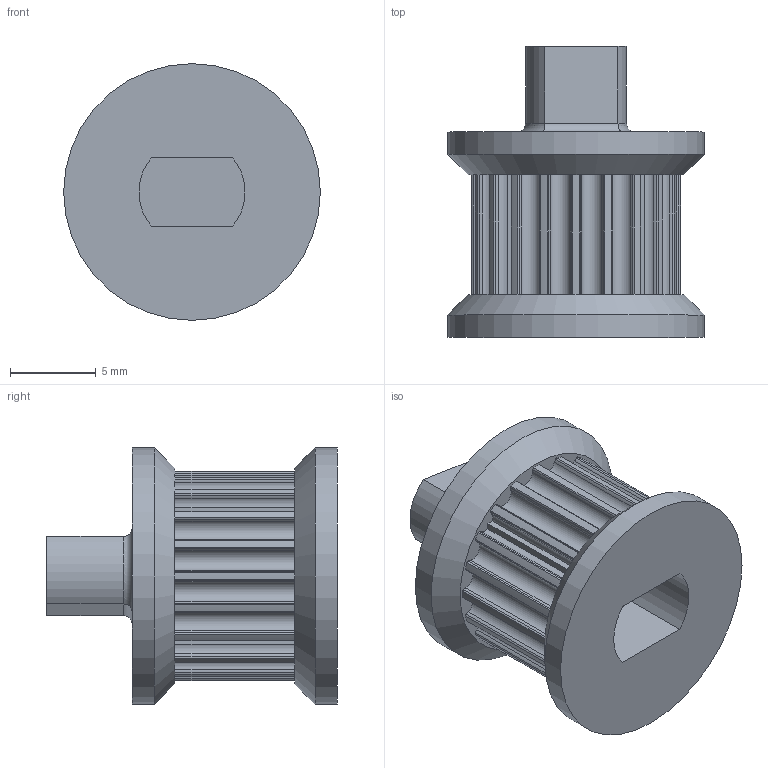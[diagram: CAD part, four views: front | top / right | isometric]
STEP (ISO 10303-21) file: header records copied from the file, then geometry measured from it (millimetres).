
FILE_DESCRIPTION(/* description */ (''),/* implementation_level */ '2;1');
FILE_NAME(/* name */ '13260403-a62b-4a57-b5c4-07434aa28fc3.stp',/* time_stamp */ '2025-08-11T20:13:35Z',/* author */ (''),/* organization */ (''),/* preprocessor_version */ 'ST-DEVELOPER v20.1',/* originating_system */ 'Autodesk Translation Framework v14.10.0.0',/* authorisation */ '');
FILE_SCHEMA (('AUTOMOTIVE_DESIGN { 1 0 10303 214 3 1 1 }'));
Length unit declared in the file: millimetre
Products named in the file (1): phase diff extender
Bounding box: 15 x 17 x 15 mm (x, y, z)
Volume: 1546.6 mm3; surface area: 1210.7 mm2
Topology: 1 solids, 1 shells, 154 faces, 438 edges, 290 vertices
Faces by surface type: cylinder 132, plane 18, cone 2, torus 2
Full cylindrical faces by diameter (mm): 15 x2
Entity records: 5235 total; most frequent: DIRECTION 1008, CARTESIAN_POINT 935, ORIENTED_EDGE 876, EDGE_CURVE 438, AXIS2_PLACEMENT_3D 419, VERTEX_POINT 290, CIRCLE 264, LINE 170
